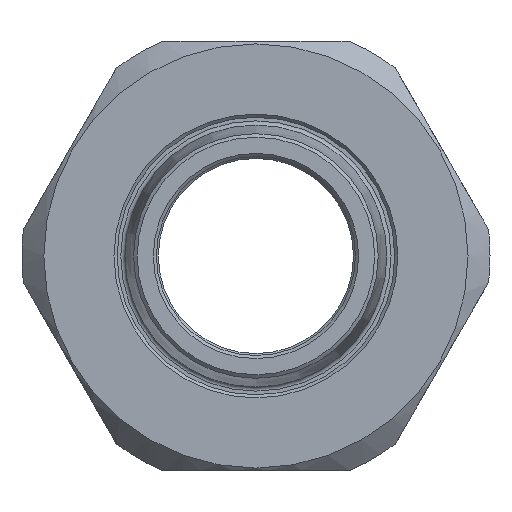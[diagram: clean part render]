
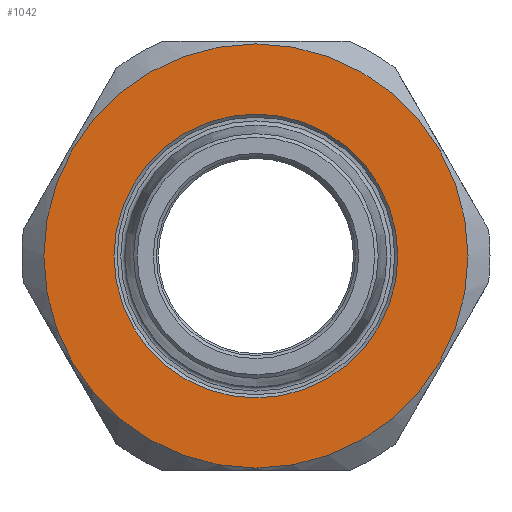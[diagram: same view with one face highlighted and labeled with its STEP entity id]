
A CAD part, left-side view. The second image highlights one B-rep face of the part: STEP entity #1042.
In plain terms, the highlighted planar face has unit normal (-1, 0, 0).
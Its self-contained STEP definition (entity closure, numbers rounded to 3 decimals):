
#38=FACE_BOUND('',#201,.T.);
#99=PLANE('',#1205);
#134=FACE_OUTER_BOUND('',#200,.T.);
#200=EDGE_LOOP('',(#799));
#201=EDGE_LOOP('',(#800));
#369=CIRCLE('',#1185,20.25);
#379=CIRCLE('',#1204,13.55);
#470=VERTEX_POINT('',#1795);
#479=VERTEX_POINT('',#1830);
#585=EDGE_CURVE('',#470,#470,#369,.T.);
#599=EDGE_CURVE('',#479,#479,#379,.T.);
#799=ORIENTED_EDGE('',*,*,#585,.T.);
#800=ORIENTED_EDGE('',*,*,#599,.F.);
#1042=ADVANCED_FACE('',(#134,#38),#99,.T.);
#1185=AXIS2_PLACEMENT_3D('',#1797,#1388,#1389);
#1204=AXIS2_PLACEMENT_3D('',#1831,#1429,#1430);
#1205=AXIS2_PLACEMENT_3D('',#1833,#1432,#1433);
#1388=DIRECTION('center_axis',(-1.,0.,0.));
#1389=DIRECTION('ref_axis',(0.,1.,0.));
#1429=DIRECTION('center_axis',(-1.,0.,0.));
#1430=DIRECTION('ref_axis',(0.,0.,-1.));
#1432=DIRECTION('center_axis',(-1.,0.,0.));
#1433=DIRECTION('ref_axis',(0.,0.,1.));
#1795=CARTESIAN_POINT('',(-16.,-20.25,0.));
#1797=CARTESIAN_POINT('Origin',(-16.,0.,0.));
#1830=CARTESIAN_POINT('',(-16.,0.,13.55));
#1831=CARTESIAN_POINT('Origin',(-16.,0.,0.));
#1833=CARTESIAN_POINT('Origin',(-16.,0.,0.));
